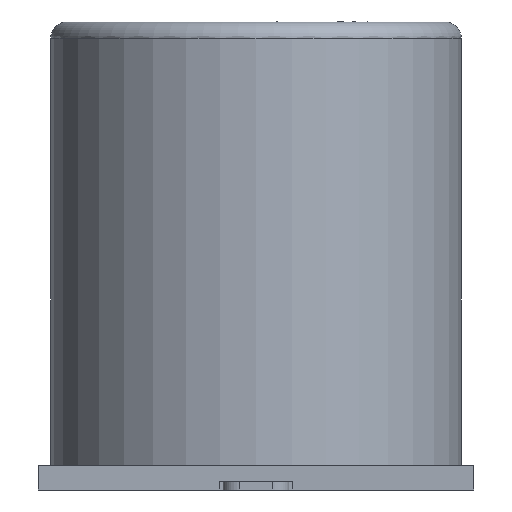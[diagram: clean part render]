
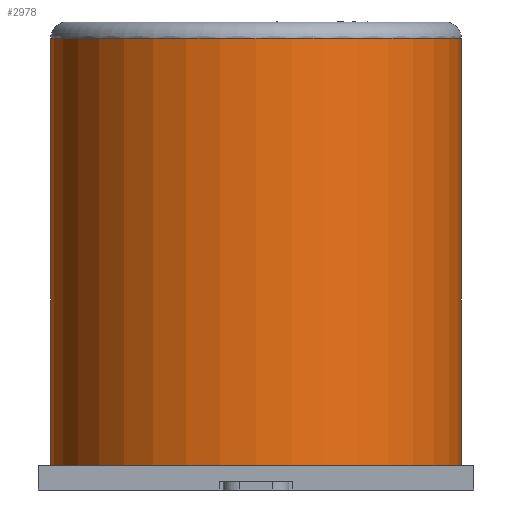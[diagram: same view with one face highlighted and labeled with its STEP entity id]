
A CAD part, front view. The second image highlights one B-rep face of the part: STEP entity #2978.
In plain terms, the highlighted cylindrical face has radius 2.5 mm (diameter 5 mm), a partial arc.
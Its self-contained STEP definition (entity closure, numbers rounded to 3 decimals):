
#76 = CARTESIAN_POINT ( 'NONE',  ( -2.5, 0., 5.7 ) ) ;
#182 = CARTESIAN_POINT ( 'NONE',  ( 2.5, 0., 0.3 ) ) ;
#273 = VERTEX_POINT ( 'NONE', #5256 ) ;
#409 = CARTESIAN_POINT ( 'NONE',  ( 0., 0., 0.3 ) ) ;
#501 = ORIENTED_EDGE ( 'NONE', *, *, #1127, .T. ) ;
#507 = DIRECTION ( 'NONE',  ( 0., 0., -1. ) ) ;
#849 = DIRECTION ( 'NONE',  ( 1., 0., 0. ) ) ;
#864 = ORIENTED_EDGE ( 'NONE', *, *, #3467, .F. ) ;
#1127 = EDGE_CURVE ( 'NONE', #4689, #273, #3939, .T. ) ;
#1177 = EDGE_CURVE ( 'NONE', #1981, #1778, #5266, .T. ) ;
#1296 = EDGE_CURVE ( 'NONE', #273, #1981, #4069, .T. ) ;
#1778 = VERTEX_POINT ( 'NONE', #182 ) ;
#1806 = CARTESIAN_POINT ( 'NONE',  ( 0., 0., 5.5 ) ) ;
#1827 = VECTOR ( 'NONE', #507, 1000. ) ;
#1934 = CARTESIAN_POINT ( 'NONE',  ( 2.5, 0., 5.5 ) ) ;
#1981 = VERTEX_POINT ( 'NONE', #3762 ) ;
#2007 = DIRECTION ( 'NONE',  ( 0., 0., -1. ) ) ;
#2044 = AXIS2_PLACEMENT_3D ( 'NONE', #409, #3428, #849 ) ;
#2094 = CYLINDRICAL_SURFACE ( 'NONE', #2173, 2.5 ) ;
#2173 = AXIS2_PLACEMENT_3D ( 'NONE', #2843, #2007, #2178 ) ;
#2178 = DIRECTION ( 'NONE',  ( -1., 0., 0. ) ) ;
#2242 = DIRECTION ( 'NONE',  ( 1., 0., 0. ) ) ;
#2348 = CARTESIAN_POINT ( 'NONE',  ( 2.5, 0., 5.7 ) ) ;
#2725 = ORIENTED_EDGE ( 'NONE', *, *, #1177, .T. ) ;
#2843 = CARTESIAN_POINT ( 'NONE',  ( 0., 0., 5.7 ) ) ;
#2897 = LINE ( 'NONE', #2348, #3988 ) ;
#2978 = ADVANCED_FACE ( 'NONE', ( #3743 ), #2094, .T. ) ;
#3265 = ORIENTED_EDGE ( 'NONE', *, *, #1296, .T. ) ;
#3428 = DIRECTION ( 'NONE',  ( 0., 0., 1. ) ) ;
#3467 = EDGE_CURVE ( 'NONE', #4689, #1778, #2897, .T. ) ;
#3485 = EDGE_LOOP ( 'NONE', ( #864, #501, #3265, #2725 ) ) ;
#3743 = FACE_OUTER_BOUND ( 'NONE', #3485, .T. ) ;
#3762 = CARTESIAN_POINT ( 'NONE',  ( -2.5, 0., 0.3 ) ) ;
#3939 = CIRCLE ( 'NONE', #4115, 2.5 ) ;
#3988 = VECTOR ( 'NONE', #4856, 1000. ) ;
#4069 = LINE ( 'NONE', #76, #1827 ) ;
#4115 = AXIS2_PLACEMENT_3D ( 'NONE', #1806, #4754, #2242 ) ;
#4689 = VERTEX_POINT ( 'NONE', #1934 ) ;
#4754 = DIRECTION ( 'NONE',  ( 0., 0., -1. ) ) ;
#4856 = DIRECTION ( 'NONE',  ( 0., 0., -1. ) ) ;
#5256 = CARTESIAN_POINT ( 'NONE',  ( -2.5, 0., 5.5 ) ) ;
#5266 = CIRCLE ( 'NONE', #2044, 2.5 ) ;
